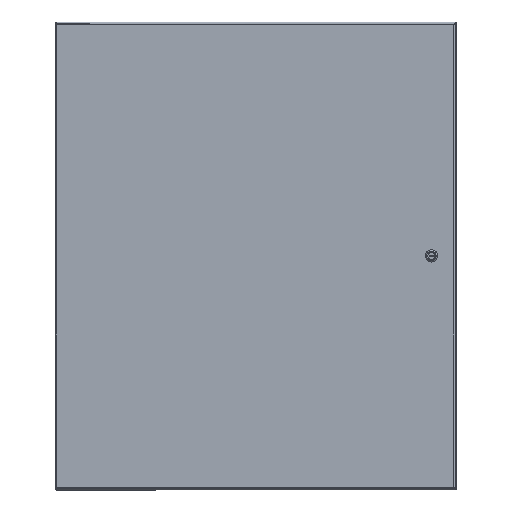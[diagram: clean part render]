
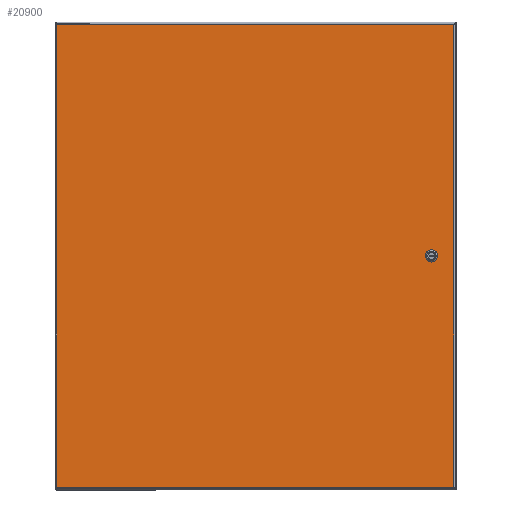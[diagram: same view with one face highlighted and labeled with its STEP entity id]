
A CAD part, top view. The second image highlights one B-rep face of the part: STEP entity #20900.
In plain terms, the highlighted face is planar.
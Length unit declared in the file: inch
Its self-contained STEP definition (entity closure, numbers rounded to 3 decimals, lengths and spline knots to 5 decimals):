
#19091=CARTESIAN_POINT('',(2.33762,21.275,0.0));
#19092=VERTEX_POINT('',#19091);
#19099=CARTESIAN_POINT('',(2.525,21.08762,0.0));
#19100=VERTEX_POINT('',#19099);
#19101=CARTESIAN_POINT('',(2.125,20.875,0.0));
#19102=DIRECTION('',(0.0,0.0,1.0));
#19103=DIRECTION('',(-0.469,-0.883,0.0));
#19104=AXIS2_PLACEMENT_3D('',#19101,#19102,#19103);
#19105=CIRCLE('',#19104,0.453);
#19106=EDGE_CURVE('',#19100,#19092,#19105,.T.);
#19131=CARTESIAN_POINT('',(2.525,20.66238,0.0));
#19132=VERTEX_POINT('',#19131);
#19133=CARTESIAN_POINT('',(2.525,20.66238,0.0));
#19134=DIRECTION('',(0.0,1.0,0.0));
#19135=VECTOR('',#19134,0.42525);
#19136=LINE('',#19133,#19135);
#19137=EDGE_CURVE('',#19132,#19100,#19136,.T.);
#19163=CARTESIAN_POINT('',(2.33762,20.475,0.0));
#19164=VERTEX_POINT('',#19163);
#19165=CARTESIAN_POINT('',(2.125,20.875,0.0));
#19166=DIRECTION('',(0.0,0.0,1.0));
#19167=DIRECTION('',(-0.883,0.469,0.0));
#19168=AXIS2_PLACEMENT_3D('',#19165,#19166,#19167);
#19169=CIRCLE('',#19168,0.453);
#19170=EDGE_CURVE('',#19164,#19132,#19169,.T.);
#19195=CARTESIAN_POINT('',(1.91238,20.475,0.0));
#19196=VERTEX_POINT('',#19195);
#19197=CARTESIAN_POINT('',(1.91238,20.475,0.0));
#19198=DIRECTION('',(1.0,0.0,0.0));
#19199=VECTOR('',#19198,0.42525);
#19200=LINE('',#19197,#19199);
#19201=EDGE_CURVE('',#19196,#19164,#19200,.T.);
#19227=CARTESIAN_POINT('',(1.725,20.66238,0.0));
#19228=VERTEX_POINT('',#19227);
#19229=CARTESIAN_POINT('',(2.125,20.875,0.0));
#19230=DIRECTION('',(0.0,0.0,1.0));
#19231=DIRECTION('',(0.469,0.883,0.0));
#19232=AXIS2_PLACEMENT_3D('',#19229,#19230,#19231);
#19233=CIRCLE('',#19232,0.453);
#19234=EDGE_CURVE('',#19228,#19196,#19233,.T.);
#19259=CARTESIAN_POINT('',(1.725,21.08762,0.0));
#19260=VERTEX_POINT('',#19259);
#19261=CARTESIAN_POINT('',(1.725,21.08762,0.0));
#19262=DIRECTION('',(0.0,-1.0,0.0));
#19263=VECTOR('',#19262,0.42525);
#19264=LINE('',#19261,#19263);
#19265=EDGE_CURVE('',#19260,#19228,#19264,.T.);
#19291=CARTESIAN_POINT('',(1.91238,21.275,0.0));
#19292=VERTEX_POINT('',#19291);
#19293=CARTESIAN_POINT('',(2.125,20.875,0.0));
#19294=DIRECTION('',(0.0,0.0,1.0));
#19295=DIRECTION('',(0.883,-0.469,0.0));
#19296=AXIS2_PLACEMENT_3D('',#19293,#19294,#19295);
#19297=CIRCLE('',#19296,0.453);
#19298=EDGE_CURVE('',#19292,#19260,#19297,.T.);
#19321=CARTESIAN_POINT('',(2.33762,21.275,0.0));
#19322=DIRECTION('',(-1.0,0.0,0.0));
#19323=VECTOR('',#19322,0.42525);
#19324=LINE('',#19321,#19323);
#19325=EDGE_CURVE('',#19092,#19292,#19324,.T.);
#19908=CARTESIAN_POINT('',(35.76975,0.10525,0.));
#19909=VERTEX_POINT('',#19908);
#19920=CARTESIAN_POINT('',(35.76975,41.64475,0.));
#19921=VERTEX_POINT('',#19920);
#19922=CARTESIAN_POINT('',(35.76975,41.64475,0.0));
#19923=DIRECTION('',(0.0,-1.0,0.0));
#19924=VECTOR('',#19923,41.5395);
#19925=LINE('',#19922,#19924);
#19926=EDGE_CURVE('',#19921,#19909,#19925,.T.);
#20078=CARTESIAN_POINT('',(0.10525,0.10525,0.));
#20079=VERTEX_POINT('',#20078);
#20090=CARTESIAN_POINT('',(35.76975,0.10525,0.0));
#20091=DIRECTION('',(-1.0,0.0,0.0));
#20092=VECTOR('',#20091,35.6645);
#20093=LINE('',#20090,#20092);
#20094=EDGE_CURVE('',#19909,#20079,#20093,.T.);
#20355=CARTESIAN_POINT('',(0.10525,41.64475,0.));
#20356=VERTEX_POINT('',#20355);
#20367=CARTESIAN_POINT('',(0.10525,0.10525,0.0));
#20368=DIRECTION('',(0.0,1.0,0.0));
#20369=VECTOR('',#20368,41.5395);
#20370=LINE('',#20367,#20369);
#20371=EDGE_CURVE('',#20079,#20356,#20370,.T.);
#20636=CARTESIAN_POINT('',(0.10525,41.64475,0.0));
#20637=DIRECTION('',(1.0,0.0,0.0));
#20638=VECTOR('',#20637,35.6645);
#20639=LINE('',#20636,#20638);
#20640=EDGE_CURVE('',#20356,#19921,#20639,.T.);
#20879=CARTESIAN_POINT('',(17.9375,20.875,0.0));
#20880=DIRECTION('',(0.0,0.0,1.0));
#20881=DIRECTION('',(1.0,0.0,0.0));
#20882=AXIS2_PLACEMENT_3D('',#20879,#20880,#20881);
#20883=PLANE('',#20882);
#20884=ORIENTED_EDGE('',*,*,#19926,.T.);
#20885=ORIENTED_EDGE('',*,*,#20094,.T.);
#20886=ORIENTED_EDGE('',*,*,#20371,.T.);
#20887=ORIENTED_EDGE('',*,*,#20640,.T.);
#20888=EDGE_LOOP('',(#20884,#20885,#20886,#20887));
#20889=FACE_OUTER_BOUND('',#20888,.T.);
#20890=ORIENTED_EDGE('',*,*,#19106,.T.);
#20891=ORIENTED_EDGE('',*,*,#19325,.T.);
#20892=ORIENTED_EDGE('',*,*,#19298,.T.);
#20893=ORIENTED_EDGE('',*,*,#19265,.T.);
#20894=ORIENTED_EDGE('',*,*,#19234,.T.);
#20895=ORIENTED_EDGE('',*,*,#19201,.T.);
#20896=ORIENTED_EDGE('',*,*,#19170,.T.);
#20897=ORIENTED_EDGE('',*,*,#19137,.T.);
#20898=EDGE_LOOP('',(#20890,#20891,#20892,#20893,#20894,#20895,#20896,#20897));
#20899=FACE_BOUND('',#20898,.T.);
#20900=ADVANCED_FACE('',(#20889,#20899),#20883,.F.);
